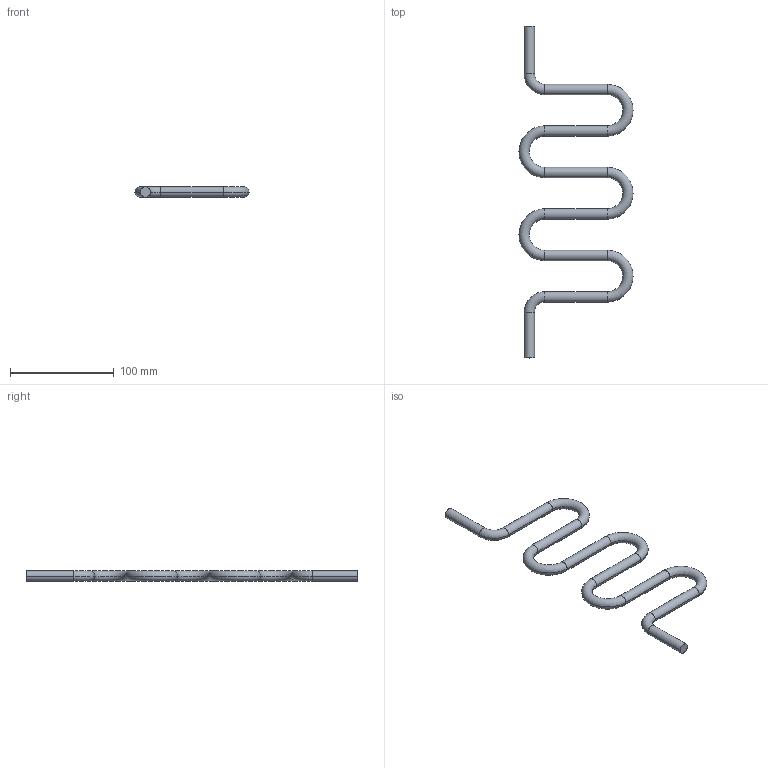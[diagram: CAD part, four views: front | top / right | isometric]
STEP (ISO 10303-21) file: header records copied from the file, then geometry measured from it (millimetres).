
FILE_DESCRIPTION(('CATIA V5 STEP Exchange'),'2;1');
FILE_NAME('S Tube.stp','2023-03-25T06:30:09+00:00',('none'),('none'),'CATIA Version 5 Release 21 GA (IN-10)','CATIA V5 STEP AP203','none');
FILE_SCHEMA(('CONFIG_CONTROL_DESIGN'));
Length unit declared in the file: millimetre
Products named in the file (1): S Tube
Bounding box: 110 x 320.13 x 10 mm (x, y, z)
Volume: 63728.4 mm3; surface area: 25648.4 mm2
Topology: 1 solids, 1 shells, 32 faces, 62 edges, 32 vertices
Faces by surface type: cylinder 16, torus 14, plane 2
Entity records: 728 total; most frequent: ORIENTED_EDGE 124, CARTESIAN_POINT 112, DIRECTION 96, AXIS2_PLACEMENT_3D 64, EDGE_CURVE 62, CIRCLE 46, ADVANCED_FACE 32, EDGE_LOOP 32
